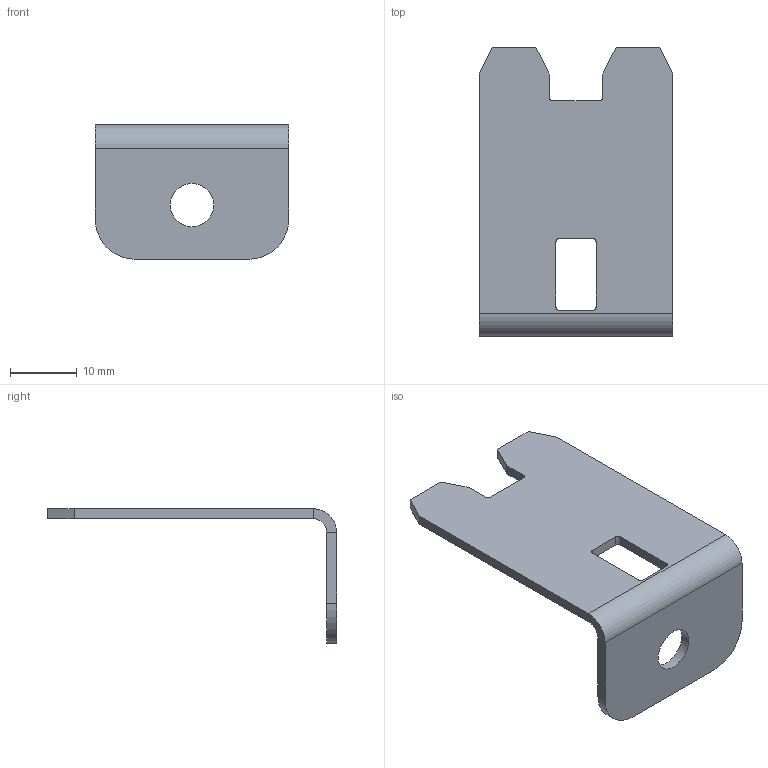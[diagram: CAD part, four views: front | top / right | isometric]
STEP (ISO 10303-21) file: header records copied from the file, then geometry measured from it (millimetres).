
FILE_DESCRIPTION((''),'2;1');
FILE_NAME('FRH-A12-MB-C2_ASM','2017-11-07T15:27:33',('20077268'),(''),'CREO PARAMETRIC BY PTC INC, 2017110','CREO PARAMETRIC BY PTC INC, 2017110','');
FILE_SCHEMA(('CONFIG_CONTROL_DESIGN'));
Length unit declared in the file: millimetre
Products named in the file (2): C19-1002-CX_NCF; FRH-A12-MB-C2_ASM
Assembly tree (1 placements, depth 2):
  FRH-A12-MB-C2_ASM
    C19-1002-CX_NCF
Bounding box: 29 x 43.28 x 20.13 mm (x, y, z)
Volume: 2352.3 mm3; surface area: 3491.8 mm2
Topology: 1 solids, 1 shells, 36 faces, 94 edges, 60 vertices
Faces by surface type: plane 24, cylinder 12
Entity records: 1173 total; most frequent: DIRECTION 196, CARTESIAN_POINT 193, ORIENTED_EDGE 188, EDGE_CURVE 94, VECTOR 70, LINE 70, AXIS2_PLACEMENT_3D 63, VERTEX_POINT 60
